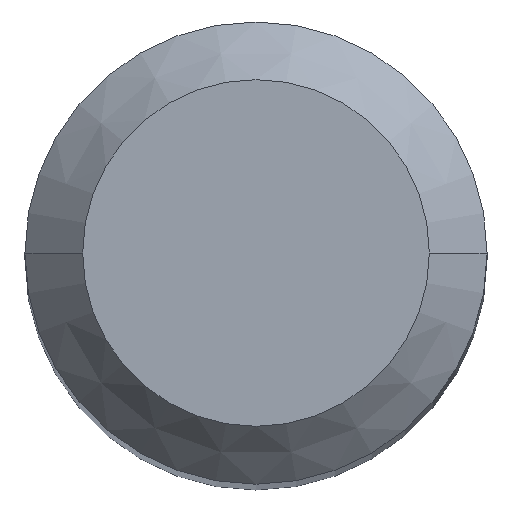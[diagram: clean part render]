
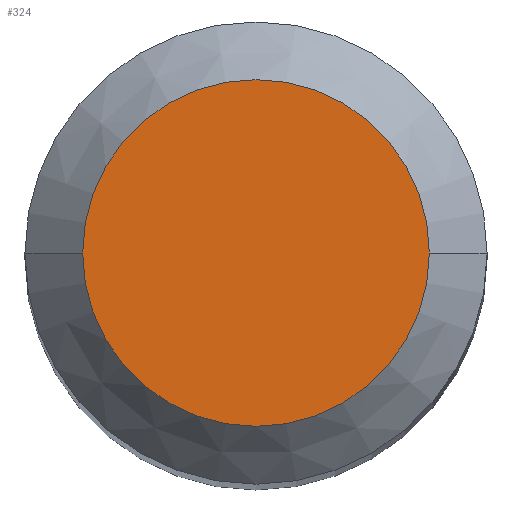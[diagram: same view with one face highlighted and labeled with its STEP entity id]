
A CAD part, top view. The second image highlights one B-rep face of the part: STEP entity #324.
In plain terms, the highlighted planar face has unit normal (0, 0, 1).
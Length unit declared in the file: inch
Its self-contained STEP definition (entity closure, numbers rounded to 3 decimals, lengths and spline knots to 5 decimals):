
#52 = DIRECTION ( 'NONE',  ( 1., 0., 0. ) ) ;
#91 = DIRECTION ( 'NONE',  ( 0., 0., 1. ) ) ;
#94 = AXIS2_PLACEMENT_3D ( 'NONE', #317, #319, #52 ) ;
#99 = DIRECTION ( 'NONE',  ( 0., 0., -1. ) ) ;
#107 = EDGE_LOOP ( 'NONE', ( #236, #333 ) ) ;
#126 = EDGE_CURVE ( 'NONE', #366, #246, #140, .T. ) ;
#129 = PLANE ( 'NONE',  #404 ) ;
#132 = FACE_OUTER_BOUND ( 'NONE', #107, .T. ) ;
#140 = CIRCLE ( 'NONE', #94, 0.09375 ) ;
#163 = CARTESIAN_POINT ( 'NONE',  ( 0., 0., 0. ) ) ;
#199 = DIRECTION ( 'NONE',  ( -1., 0., 0. ) ) ;
#229 = CARTESIAN_POINT ( 'NONE',  ( -0.09375, 0., 0. ) ) ;
#236 = ORIENTED_EDGE ( 'NONE', *, *, #126, .T. ) ;
#246 = VERTEX_POINT ( 'NONE', #383 ) ;
#254 = CARTESIAN_POINT ( 'NONE',  ( 0., 0., 0. ) ) ;
#288 = DIRECTION ( 'NONE',  ( 1., 0., 0. ) ) ;
#317 = CARTESIAN_POINT ( 'NONE',  ( 0., 0., 0. ) ) ;
#319 = DIRECTION ( 'NONE',  ( 0., 0., 1. ) ) ;
#324 = ADVANCED_FACE ( 'NONE', ( #132 ), #129, .F. ) ;
#325 = CIRCLE ( 'NONE', #382, 0.09375 ) ;
#333 = ORIENTED_EDGE ( 'NONE', *, *, #391, .T. ) ;
#366 = VERTEX_POINT ( 'NONE', #229 ) ;
#382 = AXIS2_PLACEMENT_3D ( 'NONE', #163, #91, #288 ) ;
#383 = CARTESIAN_POINT ( 'NONE',  ( 0.09375, 0., 0. ) ) ;
#391 = EDGE_CURVE ( 'NONE', #246, #366, #325, .T. ) ;
#404 = AXIS2_PLACEMENT_3D ( 'NONE', #254, #99, #199 ) ;
